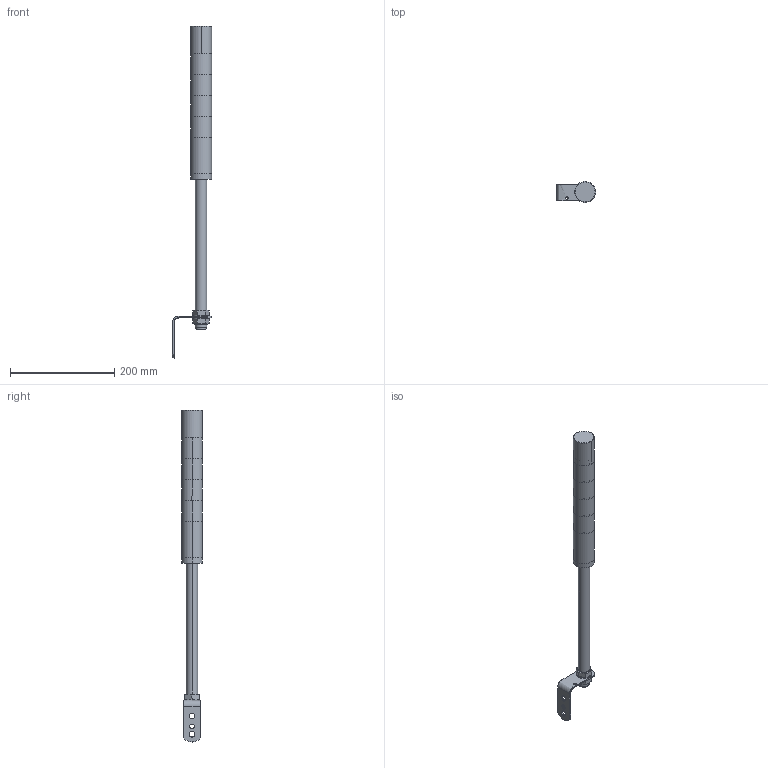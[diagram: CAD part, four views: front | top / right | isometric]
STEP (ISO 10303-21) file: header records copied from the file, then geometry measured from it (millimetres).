
FILE_DESCRIPTION (( 'STEP AP214' ), '1' );
FILE_NAME ('LR4-402LJBW-RYGB.step', '2018-07-03T11:55:19', ( '' ), ( '' ), 'SwSTEP 2.0', 'SolidWorks 2017', '' );
FILE_SCHEMA (( 'AUTOMOTIVE_DESIGN' ));
Length unit declared in the file: inch
Products named in the file (1): LR4-402LJBW-RYGB
Bounding box: 75 x 40 x 636.5 mm (x, y, z)
Volume: 433517.2 mm3; surface area: 126660.1 mm2
Topology: 13 solids, 13 shells, 175 faces, 366 edges, 242 vertices
Faces by surface type: cylinder 97, plane 64, bspline 10, cone 4
Entity records: 8246 total; most frequent: CARTESIAN_POINT 1882, DIRECTION 876, ORIENTED_EDGE 732, AXIS2_PLACEMENT_3D 372, EDGE_CURVE 366, VERTEX_POINT 242, EDGE_LOOP 226, CIRCLE 206
